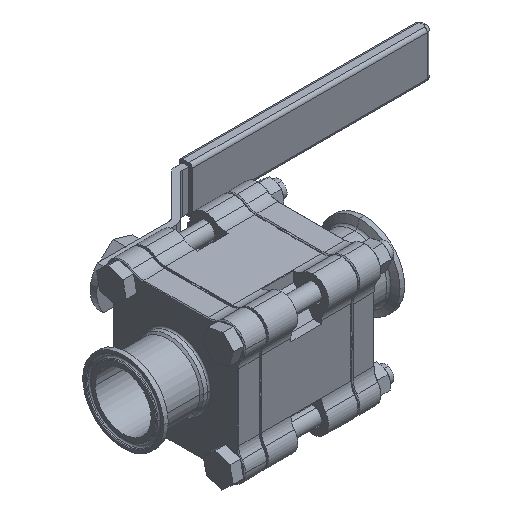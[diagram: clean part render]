
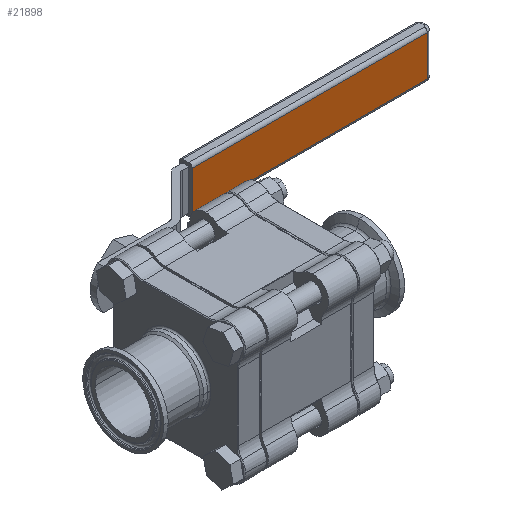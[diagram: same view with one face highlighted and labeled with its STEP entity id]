
A CAD part, isometric view. The second image highlights one B-rep face of the part: STEP entity #21898.
In plain terms, the highlighted planar face has unit normal (0, -1, 0).
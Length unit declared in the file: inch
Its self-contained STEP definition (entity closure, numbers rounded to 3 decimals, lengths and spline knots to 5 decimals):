
#1183 = LINE ( 'NONE', #7485, #22998 ) ;
#1812 = CARTESIAN_POINT ( 'NONE',  ( 0.42036, 4.33475, 0.49723 ) ) ;
#2174 = CARTESIAN_POINT ( 'NONE',  ( 6.18808, 4.33475, 0.57523 ) ) ;
#2480 = EDGE_CURVE ( 'NONE', #11371, #12568, #2955, .T. ) ;
#2514 = VERTEX_POINT ( 'NONE', #13331 ) ;
#2912 = ORIENTED_EDGE ( 'NONE', *, *, #19106, .T. ) ;
#2955 = LINE ( 'NONE', #6415, #3318 ) ;
#3318 = VECTOR ( 'NONE', #29476, 39.37008 ) ;
#5745 = DIRECTION ( 'NONE',  ( 0., 0., -1. ) ) ;
#5814 = CARTESIAN_POINT ( 'NONE',  ( 6.18808, 4.33475, 0.49723 ) ) ;
#6415 = CARTESIAN_POINT ( 'NONE',  ( 0.42036, 4.33475, 0.49723 ) ) ;
#6774 = DIRECTION ( 'NONE',  ( -1., 0., 0. ) ) ;
#7485 = CARTESIAN_POINT ( 'NONE',  ( 6.18808, 4.33475, 0.57523 ) ) ;
#8567 = EDGE_LOOP ( 'NONE', ( #10443, #19794, #2912, #22903 ) ) ;
#9718 = DIRECTION ( 'NONE',  ( 0., 0., -1. ) ) ;
#9758 = EDGE_CURVE ( 'NONE', #11371, #2514, #1183, .T. ) ;
#10443 = ORIENTED_EDGE ( 'NONE', *, *, #9758, .F. ) ;
#11371 = VERTEX_POINT ( 'NONE', #5814 ) ;
#11996 = CARTESIAN_POINT ( 'NONE',  ( 0.42036, 4.33475, 0.57523 ) ) ;
#12568 = VERTEX_POINT ( 'NONE', #1812 ) ;
#12995 = LINE ( 'NONE', #28553, #30261 ) ;
#13331 = CARTESIAN_POINT ( 'NONE',  ( 6.18808, 4.33475, -0.4885 ) ) ;
#13520 = CARTESIAN_POINT ( 'NONE',  ( 0.42036, 4.33475, -0.4885 ) ) ;
#13773 = DIRECTION ( 'NONE',  ( 0., 1., 0. ) ) ;
#14601 = AXIS2_PLACEMENT_3D ( 'NONE', #2174, #13773, #6774 ) ;
#15955 = VERTEX_POINT ( 'NONE', #13520 ) ;
#16355 = PLANE ( 'NONE',  #14601 ) ;
#16838 = DIRECTION ( 'NONE',  ( 1., 0., 0. ) ) ;
#19106 = EDGE_CURVE ( 'NONE', #12568, #15955, #24196, .T. ) ;
#19256 = FACE_OUTER_BOUND ( 'NONE', #8567, .T. ) ;
#19794 = ORIENTED_EDGE ( 'NONE', *, *, #2480, .T. ) ;
#21898 = ADVANCED_FACE ( 'NONE', ( #19256 ), #16355, .F. ) ;
#22903 = ORIENTED_EDGE ( 'NONE', *, *, #23272, .T. ) ;
#22998 = VECTOR ( 'NONE', #5745, 39.37008 ) ;
#23272 = EDGE_CURVE ( 'NONE', #15955, #2514, #12995, .T. ) ;
#23446 = VECTOR ( 'NONE', #9718, 39.37008 ) ;
#24196 = LINE ( 'NONE', #11996, #23446 ) ;
#28553 = CARTESIAN_POINT ( 'NONE',  ( 6.18808, 4.33475, -0.4885 ) ) ;
#29476 = DIRECTION ( 'NONE',  ( -1., 0., 0. ) ) ;
#30261 = VECTOR ( 'NONE', #16838, 39.37008 ) ;
